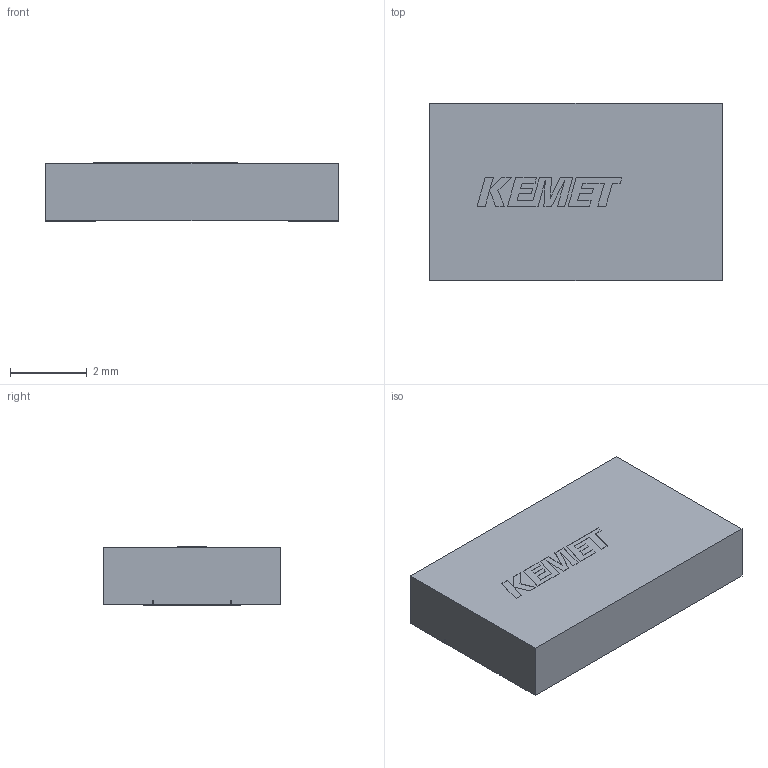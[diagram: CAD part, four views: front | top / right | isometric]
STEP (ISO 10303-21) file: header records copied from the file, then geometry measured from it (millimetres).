
FILE_DESCRIPTION(('FreeCAD Model'),'2;1');
FILE_NAME('cap_100uF_T523W107M016APE070.step', '2020-12-17T15:20:23',('kicad StepUp'),('ksu MCAD'), 'Open CASCADE STEP processor 7.4','FreeCAD','Unknown');
FILE_SCHEMA(('AUTOMOTIVE_DESIGN { 1 0 10303 214 1 1 1 1 }'));
Length unit declared in the file: millimetre
Products named in the file (1): cap_100uF_T523W107M016APE070
Bounding box: 7.61 x 4.6 x 1.51 mm (x, y, z)
Volume: 52.5 mm3; surface area: 109.9 mm2
Topology: 4 solids, 4 shells, 95 faces, 261 edges, 174 vertices
Faces by surface type: plane 95
Entity records: 3665 total; most frequent: CARTESIAN_POINT 531, ORIENTED_EDGE 522, DIRECTION 453, EDGE_CURVE 261, LINE 261, VECTOR 261, VERTEX_POINT 174, PRESENTATION_STYLE_ASSIGNMENT 99
